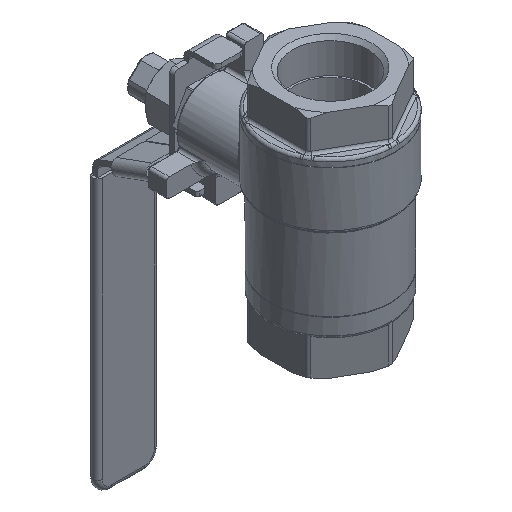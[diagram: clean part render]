
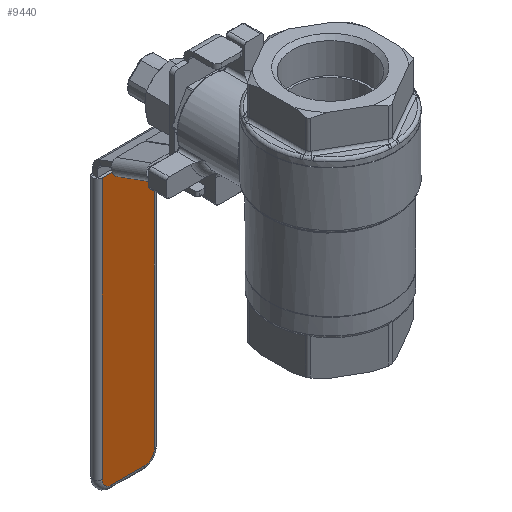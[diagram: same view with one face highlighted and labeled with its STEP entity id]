
A CAD part, isometric view. The second image highlights one B-rep face of the part: STEP entity #9440.
In plain terms, the highlighted planar face has unit normal (0, -1, 0).
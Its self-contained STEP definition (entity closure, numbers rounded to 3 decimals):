
#356=PLANE('',#10320);
#1081=FACE_OUTER_BOUND('',#1621,.T.);
#1621=EDGE_LOOP('',(#7333,#7334,#7335,#7336,#7337,#7338));
#2129=CIRCLE('',#10321,2.5);
#2130=CIRCLE('',#10322,2.5);
#2525=LINE('',#16504,#3237);
#2526=LINE('',#16508,#3238);
#2527=LINE('',#16512,#3239);
#2528=LINE('',#16513,#3240);
#3237=VECTOR('',#11904,12.5);
#3238=VECTOR('',#11907,12.5);
#3239=VECTOR('',#11910,12.5);
#3240=VECTOR('',#11911,12.5);
#4120=VERTEX_POINT('',#16502);
#4121=VERTEX_POINT('',#16503);
#4122=VERTEX_POINT('',#16505);
#4123=VERTEX_POINT('',#16507);
#4124=VERTEX_POINT('',#16509);
#4125=VERTEX_POINT('',#16511);
#5254=EDGE_CURVE('',#4120,#4121,#2525,.T.);
#5255=EDGE_CURVE('',#4122,#4120,#2129,.T.);
#5256=EDGE_CURVE('',#4123,#4122,#2526,.T.);
#5257=EDGE_CURVE('',#4124,#4123,#2130,.T.);
#5258=EDGE_CURVE('',#4125,#4124,#2527,.T.);
#5259=EDGE_CURVE('',#4125,#4121,#2528,.T.);
#7333=ORIENTED_EDGE('',*,*,#5254,.F.);
#7334=ORIENTED_EDGE('',*,*,#5255,.F.);
#7335=ORIENTED_EDGE('',*,*,#5256,.F.);
#7336=ORIENTED_EDGE('',*,*,#5257,.F.);
#7337=ORIENTED_EDGE('',*,*,#5258,.F.);
#7338=ORIENTED_EDGE('',*,*,#5259,.T.);
#9440=ADVANCED_FACE('',(#1081),#356,.T.);
#10320=AXIS2_PLACEMENT_3D('',#16501,#11902,#11903);
#10321=AXIS2_PLACEMENT_3D('',#16506,#11905,#11906);
#10322=AXIS2_PLACEMENT_3D('',#16510,#11908,#11909);
#11902=DIRECTION('center_axis',(0.,-1.,0.));
#11903=DIRECTION('ref_axis',(-1.,0.,0.));
#11904=DIRECTION('',(0.,0.,1.));
#11905=DIRECTION('center_axis',(0.,1.,0.));
#11906=DIRECTION('ref_axis',(-0.707,0.,-0.707));
#11907=DIRECTION('',(-1.,0.,0.));
#11908=DIRECTION('center_axis',(0.,1.,0.));
#11909=DIRECTION('ref_axis',(0.707,0.,-0.707));
#11910=DIRECTION('',(0.,0.,-1.));
#11911=DIRECTION('',(-1.,0.,0.));
#16501=CARTESIAN_POINT('Origin',(9.375,19.571,-24.396));
#16502=CARTESIAN_POINT('',(-5.625,19.571,-93.503));
#16503=CARTESIAN_POINT('',(-5.625,19.571,-24.396));
#16504=CARTESIAN_POINT('',(-5.625,19.571,-24.396));
#16505=CARTESIAN_POINT('',(-3.125,19.571,-96.003));
#16506=CARTESIAN_POINT('Origin',(-3.125,19.571,-93.503));
#16507=CARTESIAN_POINT('',(5.625,19.571,-96.003));
#16508=CARTESIAN_POINT('',(5.313,19.571,-96.003));
#16509=CARTESIAN_POINT('',(8.125,19.571,-93.503));
#16510=CARTESIAN_POINT('Origin',(5.625,19.571,-93.503));
#16511=CARTESIAN_POINT('',(8.125,19.571,-24.396));
#16512=CARTESIAN_POINT('',(8.125,19.571,-24.396));
#16513=CARTESIAN_POINT('',(9.375,19.571,-24.396));
